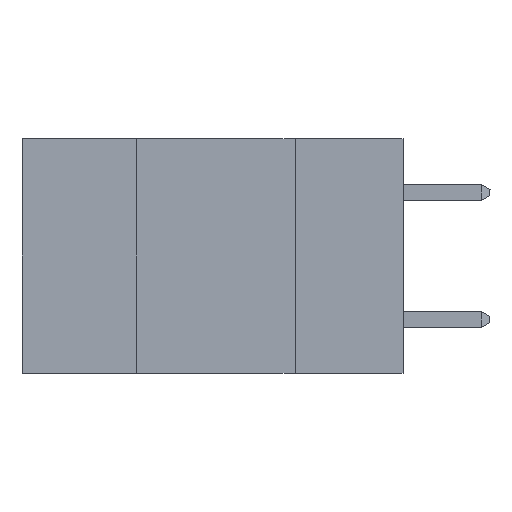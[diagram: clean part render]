
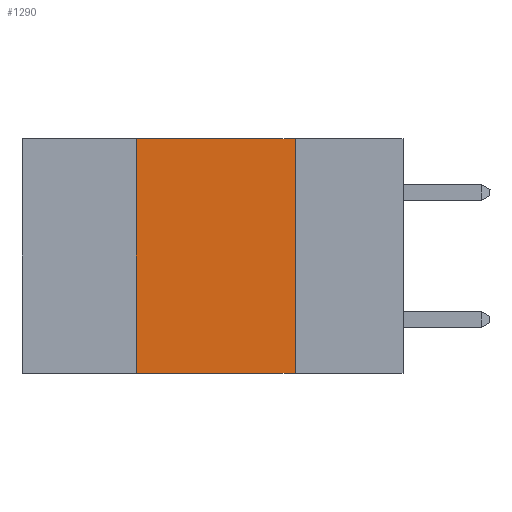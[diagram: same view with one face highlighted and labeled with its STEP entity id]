
A CAD part, left-side view. The second image highlights one B-rep face of the part: STEP entity #1290.
In plain terms, the highlighted planar face has unit normal (-1, 0, 0).
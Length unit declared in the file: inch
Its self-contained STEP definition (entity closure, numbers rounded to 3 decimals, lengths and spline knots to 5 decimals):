
#687 = VECTOR ( 'NONE', #14042, 39.37008 ) ;
#1290 = ADVANCED_FACE ( 'NONE', ( #9563 ), #12504, .F. ) ;
#1493 = CARTESIAN_POINT ( 'NONE',  ( 0., 0.6, 0. ) ) ;
#2387 = VERTEX_POINT ( 'NONE', #8759 ) ;
#3000 = EDGE_CURVE ( 'NONE', #9182, #6395, #13640, .T. ) ;
#3206 = LINE ( 'NONE', #1493, #11872 ) ;
#3296 = VECTOR ( 'NONE', #10363, 39.37008 ) ;
#3595 = CARTESIAN_POINT ( 'NONE',  ( 0., 0.42, 0. ) ) ;
#3654 = LINE ( 'NONE', #3595, #3296 ) ;
#4078 = CARTESIAN_POINT ( 'NONE',  ( 0., 0.17, 0. ) ) ;
#5311 = EDGE_CURVE ( 'NONE', #2387, #6395, #10009, .T. ) ;
#5892 = DIRECTION ( 'NONE',  ( 0., 0., -1. ) ) ;
#5902 = EDGE_CURVE ( 'NONE', #2387, #10251, #3654, .T. ) ;
#5938 = ORIENTED_EDGE ( 'NONE', *, *, #5902, .F. ) ;
#6395 = VERTEX_POINT ( 'NONE', #11084 ) ;
#6664 = ORIENTED_EDGE ( 'NONE', *, *, #5311, .T. ) ;
#7237 = DIRECTION ( 'NONE',  ( 0., -1., 0. ) ) ;
#8590 = ORIENTED_EDGE ( 'NONE', *, *, #3000, .F. ) ;
#8759 = CARTESIAN_POINT ( 'NONE',  ( 0., 0.42, -0.37 ) ) ;
#8832 = EDGE_CURVE ( 'NONE', #10251, #9182, #3206, .T. ) ;
#9182 = VERTEX_POINT ( 'NONE', #13260 ) ;
#9563 = FACE_OUTER_BOUND ( 'NONE', #10023, .T. ) ;
#10009 = LINE ( 'NONE', #12949, #687 ) ;
#10023 = EDGE_LOOP ( 'NONE', ( #8590, #11589, #5938, #6664 ) ) ;
#10033 = VECTOR ( 'NONE', #10849, 39.37008 ) ;
#10140 = AXIS2_PLACEMENT_3D ( 'NONE', #12231, #13456, #5892 ) ;
#10251 = VERTEX_POINT ( 'NONE', #11396 ) ;
#10363 = DIRECTION ( 'NONE',  ( 0., 0., 1. ) ) ;
#10849 = DIRECTION ( 'NONE',  ( 0., 0., -1. ) ) ;
#11084 = CARTESIAN_POINT ( 'NONE',  ( 0., 0.17, -0.37 ) ) ;
#11396 = CARTESIAN_POINT ( 'NONE',  ( 0., 0.42, 0. ) ) ;
#11589 = ORIENTED_EDGE ( 'NONE', *, *, #8832, .F. ) ;
#11872 = VECTOR ( 'NONE', #7237, 39.37008 ) ;
#12231 = CARTESIAN_POINT ( 'NONE',  ( 0., 0.6, 0. ) ) ;
#12504 = PLANE ( 'NONE',  #10140 ) ;
#12949 = CARTESIAN_POINT ( 'NONE',  ( 0., 0.6, -0.37 ) ) ;
#13260 = CARTESIAN_POINT ( 'NONE',  ( 0., 0.17, 0. ) ) ;
#13456 = DIRECTION ( 'NONE',  ( 1., 0., 0. ) ) ;
#13640 = LINE ( 'NONE', #4078, #10033 ) ;
#14042 = DIRECTION ( 'NONE',  ( 0., -1., 0. ) ) ;
